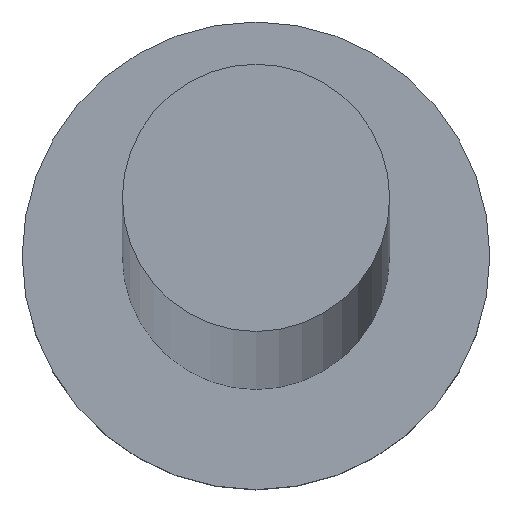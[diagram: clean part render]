
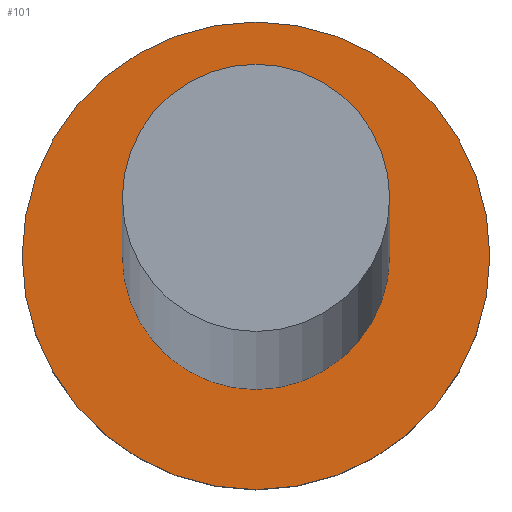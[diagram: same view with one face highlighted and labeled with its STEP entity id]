
A CAD part, top view. The second image highlights one B-rep face of the part: STEP entity #101.
In plain terms, the highlighted planar face has unit normal (0, 0, 1).
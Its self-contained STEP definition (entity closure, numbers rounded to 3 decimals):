
#1 = PLANE ( 'NONE',  #165 ) ;
#9 = EDGE_LOOP ( 'NONE', ( #168, #248 ) ) ;
#20 = CARTESIAN_POINT ( 'NONE',  ( 0., 0., 5. ) ) ;
#24 = CIRCLE ( 'NONE', #224, 7. ) ;
#27 = DIRECTION ( 'NONE',  ( 0., 0., 1. ) ) ;
#36 = ORIENTED_EDGE ( 'NONE', *, *, #67, .F. ) ;
#43 = CARTESIAN_POINT ( 'NONE',  ( -7., 0., 5. ) ) ;
#49 = CARTESIAN_POINT ( 'NONE',  ( 0., 0., 5. ) ) ;
#58 = DIRECTION ( 'NONE',  ( 1., 0., 0. ) ) ;
#64 = AXIS2_PLACEMENT_3D ( 'NONE', #49, #27, #244 ) ;
#67 = EDGE_CURVE ( 'NONE', #208, #147, #193, .T. ) ;
#68 = EDGE_LOOP ( 'NONE', ( #166, #36 ) ) ;
#70 = DIRECTION ( 'NONE',  ( 1., 0., 0. ) ) ;
#72 = CARTESIAN_POINT ( 'NONE',  ( 0., 0., 5. ) ) ;
#94 = EDGE_CURVE ( 'NONE', #189, #107, #24, .T. ) ;
#96 = FACE_OUTER_BOUND ( 'NONE', #9, .T. ) ;
#101 = ADVANCED_FACE ( 'NONE', ( #156, #96 ), #1, .T. ) ;
#107 = VERTEX_POINT ( 'NONE', #43 ) ;
#116 = CARTESIAN_POINT ( 'NONE',  ( 0., 0., 5. ) ) ;
#117 = DIRECTION ( 'NONE',  ( 1., 0., 0. ) ) ;
#118 = CARTESIAN_POINT ( 'NONE',  ( 4., 0., 5. ) ) ;
#127 = EDGE_CURVE ( 'NONE', #107, #189, #210, .T. ) ;
#129 = AXIS2_PLACEMENT_3D ( 'NONE', #132, #218, #70 ) ;
#132 = CARTESIAN_POINT ( 'NONE',  ( 0., 0., 5. ) ) ;
#140 = CIRCLE ( 'NONE', #64, 4. ) ;
#144 = AXIS2_PLACEMENT_3D ( 'NONE', #116, #198, #58 ) ;
#147 = VERTEX_POINT ( 'NONE', #173 ) ;
#155 = DIRECTION ( 'NONE',  ( 0., 0., 1. ) ) ;
#156 = FACE_BOUND ( 'NONE', #68, .T. ) ;
#158 = DIRECTION ( 'NONE',  ( 0., 0., 1. ) ) ;
#165 = AXIS2_PLACEMENT_3D ( 'NONE', #72, #155, #117 ) ;
#166 = ORIENTED_EDGE ( 'NONE', *, *, #235, .F. ) ;
#168 = ORIENTED_EDGE ( 'NONE', *, *, #127, .T. ) ;
#173 = CARTESIAN_POINT ( 'NONE',  ( -4., 0., 5. ) ) ;
#181 = CARTESIAN_POINT ( 'NONE',  ( 7., 0., 5. ) ) ;
#189 = VERTEX_POINT ( 'NONE', #181 ) ;
#193 = CIRCLE ( 'NONE', #129, 4. ) ;
#198 = DIRECTION ( 'NONE',  ( 0., 0., 1. ) ) ;
#208 = VERTEX_POINT ( 'NONE', #118 ) ;
#210 = CIRCLE ( 'NONE', #144, 7. ) ;
#218 = DIRECTION ( 'NONE',  ( 0., 0., 1. ) ) ;
#222 = DIRECTION ( 'NONE',  ( 1., 0., 0. ) ) ;
#224 = AXIS2_PLACEMENT_3D ( 'NONE', #20, #158, #222 ) ;
#235 = EDGE_CURVE ( 'NONE', #147, #208, #140, .T. ) ;
#244 = DIRECTION ( 'NONE',  ( 1., 0., 0. ) ) ;
#248 = ORIENTED_EDGE ( 'NONE', *, *, #94, .T. ) ;
